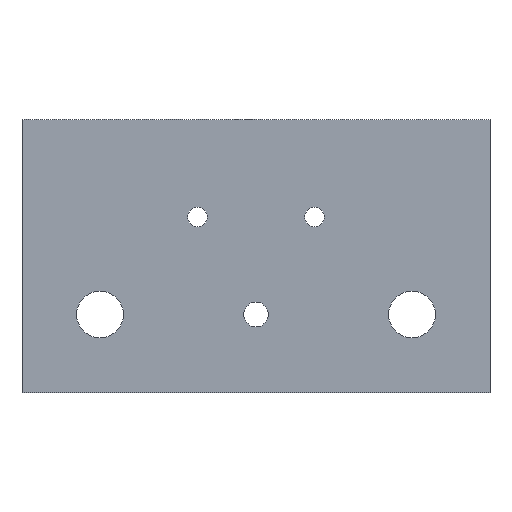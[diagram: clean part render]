
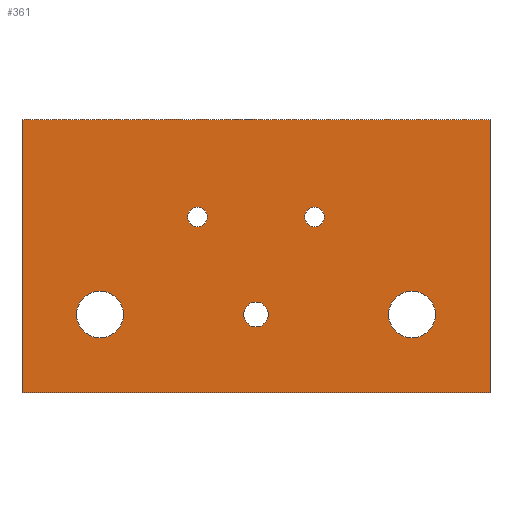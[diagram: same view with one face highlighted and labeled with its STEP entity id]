
A CAD part, front view. The second image highlights one B-rep face of the part: STEP entity #361.
In plain terms, the highlighted planar face has unit normal (0, -1, 0).
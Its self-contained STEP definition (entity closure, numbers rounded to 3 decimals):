
#2 = EDGE_CURVE ( 'NONE', #404, #398, #283, .T. ) ;
#5 = EDGE_CURVE ( 'NONE', #434, #405, #183, .T. ) ;
#8 = EDGE_CURVE ( 'NONE', #451, #372, #203, .T. ) ;
#12 = EDGE_CURVE ( 'NONE', #432, #375, #194, .T. ) ;
#14 = EDGE_CURVE ( 'NONE', #401, #403, #206, .T. ) ;
#19 = EDGE_CURVE ( 'NONE', #411, #412, #178, .T. ) ;
#21 = EDGE_CURVE ( 'NONE', #398, #404, #214, .T. ) ;
#26 = EDGE_CURVE ( 'NONE', #369, #400, #127, .T. ) ;
#28 = AXIS2_PLACEMENT_3D ( 'NONE', #422, #407, #444 ) ;
#30 = EDGE_CURVE ( 'NONE', #403, #401, #187, .T. ) ;
#31 = EDGE_CURVE ( 'NONE', #372, #369, #191, .T. ) ;
#34 = AXIS2_PLACEMENT_3D ( 'NONE', #381, #389, #393 ) ;
#35 = EDGE_CURVE ( 'NONE', #405, #434, #146, .T. ) ;
#36 = EDGE_CURVE ( 'NONE', #375, #432, #175, .T. ) ;
#55 = ORIENTED_EDGE ( 'NONE', *, *, #289, .T. ) ;
#74 = ORIENTED_EDGE ( 'NONE', *, *, #30, .T. ) ;
#75 = ORIENTED_EDGE ( 'NONE', *, *, #19, .T. ) ;
#76 = ORIENTED_EDGE ( 'NONE', *, *, #21, .T. ) ;
#79 = EDGE_LOOP ( 'NONE', ( #222, #132 ) ) ;
#108 = EDGE_LOOP ( 'NONE', ( #242, #76 ) ) ;
#116 = ORIENTED_EDGE ( 'NONE', *, *, #35, .T. ) ;
#121 = EDGE_LOOP ( 'NONE', ( #139, #126, #170, #130 ) ) ;
#125 = ORIENTED_EDGE ( 'NONE', *, *, #14, .T. ) ;
#126 = ORIENTED_EDGE ( 'NONE', *, *, #8, .F. ) ;
#127 = LINE ( 'NONE', #456, #184 ) ;
#130 = ORIENTED_EDGE ( 'NONE', *, *, #26, .F. ) ;
#132 = ORIENTED_EDGE ( 'NONE', *, *, #12, .T. ) ;
#139 = ORIENTED_EDGE ( 'NONE', *, *, #31, .F. ) ;
#144 = CIRCLE ( 'NONE', #309, 2.5 ) ;
#146 = CIRCLE ( 'NONE', #307, 2.5 ) ;
#166 = VECTOR ( 'NONE', #385, 1000. ) ;
#170 = ORIENTED_EDGE ( 'NONE', *, *, #290, .F. ) ;
#175 = CIRCLE ( 'NONE', #306, 6. ) ;
#178 = CIRCLE ( 'NONE', #302, 2.5 ) ;
#183 = CIRCLE ( 'NONE', #34, 2.5 ) ;
#184 = VECTOR ( 'NONE', #458, 1000. ) ;
#187 = CIRCLE ( 'NONE', #304, 3.175 ) ;
#191 = LINE ( 'NONE', #462, #192 ) ;
#192 = VECTOR ( 'NONE', #470, 1000. ) ;
#194 = CIRCLE ( 'NONE', #297, 6. ) ;
#202 = LINE ( 'NONE', #490, #244 ) ;
#203 = LINE ( 'NONE', #391, #166 ) ;
#206 = CIRCLE ( 'NONE', #299, 3.175 ) ;
#212 = EDGE_LOOP ( 'NONE', ( #232, #116 ) ) ;
#214 = CIRCLE ( 'NONE', #295, 6. ) ;
#222 = ORIENTED_EDGE ( 'NONE', *, *, #36, .T. ) ;
#226 = EDGE_LOOP ( 'NONE', ( #75, #55 ) ) ;
#232 = ORIENTED_EDGE ( 'NONE', *, *, #5, .T. ) ;
#236 = EDGE_LOOP ( 'NONE', ( #125, #74 ) ) ;
#242 = ORIENTED_EDGE ( 'NONE', *, *, #2, .T. ) ;
#244 = VECTOR ( 'NONE', #491, 1000. ) ;
#266 = FACE_BOUND ( 'NONE', #226, .T. ) ;
#267 = FACE_BOUND ( 'NONE', #212, .T. ) ;
#269 = FACE_BOUND ( 'NONE', #108, .T. ) ;
#274 = FACE_BOUND ( 'NONE', #236, .T. ) ;
#276 = FACE_BOUND ( 'NONE', #79, .T. ) ;
#277 = FACE_OUTER_BOUND ( 'NONE', #121, .T. ) ;
#283 = CIRCLE ( 'NONE', #28, 6. ) ;
#289 = EDGE_CURVE ( 'NONE', #412, #411, #144, .T. ) ;
#290 = EDGE_CURVE ( 'NONE', #400, #451, #202, .T. ) ;
#295 = AXIS2_PLACEMENT_3D ( 'NONE', #395, #428, #429 ) ;
#297 = AXIS2_PLACEMENT_3D ( 'NONE', #390, #376, #387 ) ;
#299 = AXIS2_PLACEMENT_3D ( 'NONE', #384, #416, #414 ) ;
#302 = AXIS2_PLACEMENT_3D ( 'NONE', #421, #438, #439 ) ;
#304 = AXIS2_PLACEMENT_3D ( 'NONE', #466, #463, #464 ) ;
#306 = AXIS2_PLACEMENT_3D ( 'NONE', #465, #474, #475 ) ;
#307 = AXIS2_PLACEMENT_3D ( 'NONE', #455, #473, #472 ) ;
#309 = AXIS2_PLACEMENT_3D ( 'NONE', #482, #488, #489 ) ;
#327 = AXIS2_PLACEMENT_3D ( 'NONE', #544, #550, #551 ) ;
#361 = ADVANCED_FACE ( 'NONE', ( #274, #266, #267, #269, #276, #277 ), #545, .T. ) ;
#369 = VERTEX_POINT ( 'NONE', #557 ) ;
#372 = VERTEX_POINT ( 'NONE', #558 ) ;
#375 = VERTEX_POINT ( 'NONE', #560 ) ;
#376 = DIRECTION ( 'NONE',  ( 0., 1., 0. ) ) ;
#381 = CARTESIAN_POINT ( 'NONE',  ( 75., 0., -25. ) ) ;
#384 = CARTESIAN_POINT ( 'NONE',  ( 60., 0., -50. ) ) ;
#385 = DIRECTION ( 'NONE',  ( -1., 0., 0. ) ) ;
#387 = DIRECTION ( 'NONE',  ( 0., 0., 1. ) ) ;
#389 = DIRECTION ( 'NONE',  ( 0., 1., 0. ) ) ;
#390 = CARTESIAN_POINT ( 'NONE',  ( 20., 0., -50. ) ) ;
#391 = CARTESIAN_POINT ( 'NONE',  ( 0., 0., -70. ) ) ;
#393 = DIRECTION ( 'NONE',  ( 0., 0., 1. ) ) ;
#395 = CARTESIAN_POINT ( 'NONE',  ( 100., 0., -50. ) ) ;
#398 = VERTEX_POINT ( 'NONE', #556 ) ;
#400 = VERTEX_POINT ( 'NONE', #553 ) ;
#401 = VERTEX_POINT ( 'NONE', #564 ) ;
#403 = VERTEX_POINT ( 'NONE', #566 ) ;
#404 = VERTEX_POINT ( 'NONE', #567 ) ;
#405 = VERTEX_POINT ( 'NONE', #568 ) ;
#407 = DIRECTION ( 'NONE',  ( 0., 1., 0. ) ) ;
#411 = VERTEX_POINT ( 'NONE', #570 ) ;
#412 = VERTEX_POINT ( 'NONE', #571 ) ;
#414 = DIRECTION ( 'NONE',  ( 0., 0., 1. ) ) ;
#416 = DIRECTION ( 'NONE',  ( 0., 1., 0. ) ) ;
#421 = CARTESIAN_POINT ( 'NONE',  ( 45., 0., -25. ) ) ;
#422 = CARTESIAN_POINT ( 'NONE',  ( 100., 0., -50. ) ) ;
#428 = DIRECTION ( 'NONE',  ( 0., 1., 0. ) ) ;
#429 = DIRECTION ( 'NONE',  ( 0., 0., 1. ) ) ;
#432 = VERTEX_POINT ( 'NONE', #573 ) ;
#434 = VERTEX_POINT ( 'NONE', #574 ) ;
#438 = DIRECTION ( 'NONE',  ( 0., 1., 0. ) ) ;
#439 = DIRECTION ( 'NONE',  ( 0., 0., 1. ) ) ;
#444 = DIRECTION ( 'NONE',  ( 0., 0., 1. ) ) ;
#451 = VERTEX_POINT ( 'NONE', #581 ) ;
#455 = CARTESIAN_POINT ( 'NONE',  ( 75., 0., -25. ) ) ;
#456 = CARTESIAN_POINT ( 'NONE',  ( 0., 0., 0. ) ) ;
#458 = DIRECTION ( 'NONE',  ( 1., 0., 0. ) ) ;
#462 = CARTESIAN_POINT ( 'NONE',  ( 0., 0., 0. ) ) ;
#463 = DIRECTION ( 'NONE',  ( 0., 1., 0. ) ) ;
#464 = DIRECTION ( 'NONE',  ( 0., 0., 1. ) ) ;
#465 = CARTESIAN_POINT ( 'NONE',  ( 20., 0., -50. ) ) ;
#466 = CARTESIAN_POINT ( 'NONE',  ( 60., 0., -50. ) ) ;
#470 = DIRECTION ( 'NONE',  ( 0., 0., 1. ) ) ;
#472 = DIRECTION ( 'NONE',  ( 0., 0., 1. ) ) ;
#473 = DIRECTION ( 'NONE',  ( 0., 1., 0. ) ) ;
#474 = DIRECTION ( 'NONE',  ( 0., 1., 0. ) ) ;
#475 = DIRECTION ( 'NONE',  ( 0., 0., 1. ) ) ;
#482 = CARTESIAN_POINT ( 'NONE',  ( 45., 0., -25. ) ) ;
#488 = DIRECTION ( 'NONE',  ( 0., 1., 0. ) ) ;
#489 = DIRECTION ( 'NONE',  ( 0., 0., 1. ) ) ;
#490 = CARTESIAN_POINT ( 'NONE',  ( 120., 0., 0. ) ) ;
#491 = DIRECTION ( 'NONE',  ( 0., 0., -1. ) ) ;
#544 = CARTESIAN_POINT ( 'NONE',  ( 0., 0., -70. ) ) ;
#545 = PLANE ( 'NONE',  #327 ) ;
#550 = DIRECTION ( 'NONE',  ( 0., -1., 0. ) ) ;
#551 = DIRECTION ( 'NONE',  ( 0., 0., -1. ) ) ;
#553 = CARTESIAN_POINT ( 'NONE',  ( 120., 0., 0. ) ) ;
#556 = CARTESIAN_POINT ( 'NONE',  ( 100., 0., -56. ) ) ;
#557 = CARTESIAN_POINT ( 'NONE',  ( 0., 0., 0. ) ) ;
#558 = CARTESIAN_POINT ( 'NONE',  ( 0., 0., -70. ) ) ;
#560 = CARTESIAN_POINT ( 'NONE',  ( 20., 0., -44. ) ) ;
#564 = CARTESIAN_POINT ( 'NONE',  ( 60., 0., -46.825 ) ) ;
#566 = CARTESIAN_POINT ( 'NONE',  ( 60., 0., -53.175 ) ) ;
#567 = CARTESIAN_POINT ( 'NONE',  ( 100., 0., -44. ) ) ;
#568 = CARTESIAN_POINT ( 'NONE',  ( 75., 0., -27.5 ) ) ;
#570 = CARTESIAN_POINT ( 'NONE',  ( 45., 0., -22.5 ) ) ;
#571 = CARTESIAN_POINT ( 'NONE',  ( 45., 0., -27.5 ) ) ;
#573 = CARTESIAN_POINT ( 'NONE',  ( 20., 0., -56. ) ) ;
#574 = CARTESIAN_POINT ( 'NONE',  ( 75., 0., -22.5 ) ) ;
#581 = CARTESIAN_POINT ( 'NONE',  ( 120., 0., -70. ) ) ;
